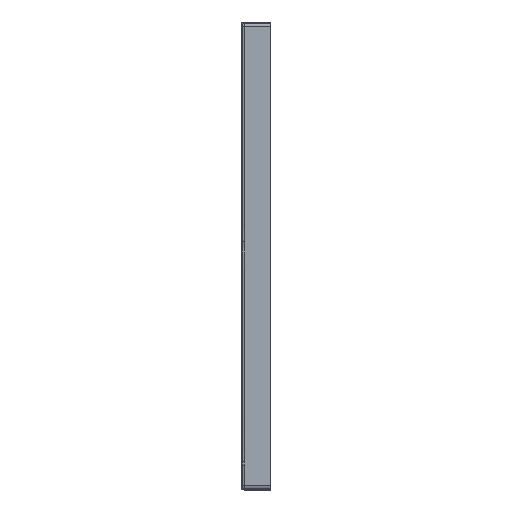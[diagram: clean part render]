
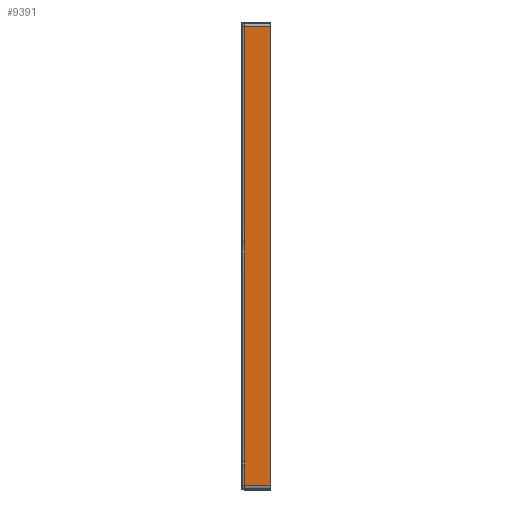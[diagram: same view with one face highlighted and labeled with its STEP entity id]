
A CAD part, left-side view. The second image highlights one B-rep face of the part: STEP entity #9391.
In plain terms, the highlighted planar face has unit normal (-1, 0, 0).
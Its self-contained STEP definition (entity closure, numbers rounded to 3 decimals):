
#1973=DIRECTION('',(0.,0.,-1.));
#1974=VECTOR('',#1973,5.007);
#1975=CARTESIAN_POINT('',(-700.,-5.118,45.));
#1976=LINE('',#1975,#1974);
#1989=CARTESIAN_POINT('',(-700.,-5.118,45.));
#1990=CARTESIAN_POINT('',(-700.,-5.118,
81.827));
#1991=CARTESIAN_POINT('',(-700.,-5.11,
157.046));
#1992=CARTESIAN_POINT('',(-700.,-5.083,
274.945));
#1993=CARTESIAN_POINT('',(-700.,-5.062,
356.17));
#1994=CARTESIAN_POINT('',(-700.,-5.052,397.502));
#1996=CARTESIAN_POINT('',(-700.,-5.052,397.502));
#1997=CARTESIAN_POINT('',(-700.,-5.048,413.127));
#1998=CARTESIAN_POINT('',(-700.,-5.041,442.932));
#1999=CARTESIAN_POINT('',(-700.,-5.032,485.926));
#2000=CARTESIAN_POINT('',(-700.,-5.024,525.899));
#2001=CARTESIAN_POINT('',(-700.,-5.017,563.89));
#2002=CARTESIAN_POINT('',(-700.,-5.011,600.274));
#2003=CARTESIAN_POINT('',(-700.,-5.007,634.61));
#2004=CARTESIAN_POINT('',(-700.,-5.004,666.088));
#2005=CARTESIAN_POINT('',(-700.,-5.002,694.164));
#2006=CARTESIAN_POINT('',(-700.,-5.,719.396));
#2007=CARTESIAN_POINT('',(-700.,-5.,735.287));
#2008=CARTESIAN_POINT('',(-700.,-5.,743.));
#2010=DIRECTION('',(0.,0.,-1.));
#2011=VECTOR('',#2010,736.);
#2012=CARTESIAN_POINT('',(-700.,-48.,743.));
#2013=LINE('',#2012,#2011);
#2014=DIRECTION('',(0.,1.,0.));
#2015=VECTOR('',#2014,42.98);
#2016=CARTESIAN_POINT('',(-700.,-48.,7.));
#2017=LINE('',#2016,#2015);
#2018=DIRECTION('',(0.,-0.003,1.));
#2019=VECTOR('',#2018,32.993);
#2020=CARTESIAN_POINT('',(-700.,-5.02,
7.));
#2021=LINE('',#2020,#2019);
#2919=DIRECTION('',(0.,1.,0.));
#2920=VECTOR('',#2919,43.);
#2921=CARTESIAN_POINT('',(-700.,-48.,743.));
#2922=LINE('',#2921,#2920);
#6259=CARTESIAN_POINT('',(-700.,-5.118,45.));
#6260=VERTEX_POINT('',#6259);
#6261=CARTESIAN_POINT('',(-700.,-5.118,
39.993));
#6262=VERTEX_POINT('',#6261);
#6263=VERTEX_POINT('',#1994);
#6265=VERTEX_POINT('',#2008);
#6266=CARTESIAN_POINT('',(-700.,-48.,743.));
#6267=VERTEX_POINT('',#6266);
#6268=CARTESIAN_POINT('',(-700.,-48.,7.));
#6269=VERTEX_POINT('',#6268);
#6270=CARTESIAN_POINT('',(-700.,-5.02,
7.));
#6271=VERTEX_POINT('',#6270);
#9372=CARTESIAN_POINT('',(-700.,0.,0.));
#9373=DIRECTION('',(-1.,0.,0.));
#9374=DIRECTION('',(0.,0.,1.));
#9375=AXIS2_PLACEMENT_3D('',#9372,#9373,#9374);
#9376=PLANE('',#9375);
#9377=ORIENTED_EDGE('',*,*,#9298,.F.);
#9378=ORIENTED_EDGE('',*,*,#9362,.T.);
#9380=ORIENTED_EDGE('',*,*,#9379,.T.);
#9382=ORIENTED_EDGE('',*,*,#9381,.F.);
#9384=ORIENTED_EDGE('',*,*,#9383,.T.);
#9386=ORIENTED_EDGE('',*,*,#9385,.T.);
#9388=ORIENTED_EDGE('',*,*,#9387,.T.);
#9389=EDGE_LOOP('',(#9377,#9378,#9380,#9382,#9384,#9386,#9388));
#9390=FACE_OUTER_BOUND('',#9389,.F.);
#9391=ADVANCED_FACE('',(#9390),#9376,.T.);
#1995=B_SPLINE_CURVE_WITH_KNOTS('',3,(#1989,#1990,#1991,#1992,#1993,#1994),
.UNSPECIFIED.,.F.,.F.,(4,1,1,4),(0.,0.333,0.667,1.),
.UNSPECIFIED.);
#2009=B_SPLINE_CURVE_WITH_KNOTS('',3,(#1996,#1997,#1998,#1999,#2000,#2001,#2002,
#2003,#2004,#2005,#2006,#2007,#2008),.UNSPECIFIED.,.F.,.F.,(4,1,1,1,1,1,1,1,1,1,
4),(0.,0.136,0.259,0.373,
0.483,0.589,0.689,0.781,
0.862,0.933,1.),.UNSPECIFIED.);
#9298=EDGE_CURVE('',#6260,#6262,#1976,.T.);
#9362=EDGE_CURVE('',#6260,#6263,#1995,.T.);
#9379=EDGE_CURVE('',#6263,#6265,#2009,.T.);
#9381=EDGE_CURVE('',#6267,#6265,#2922,.T.);
#9383=EDGE_CURVE('',#6267,#6269,#2013,.T.);
#9385=EDGE_CURVE('',#6269,#6271,#2017,.T.);
#9387=EDGE_CURVE('',#6271,#6262,#2021,.T.);
